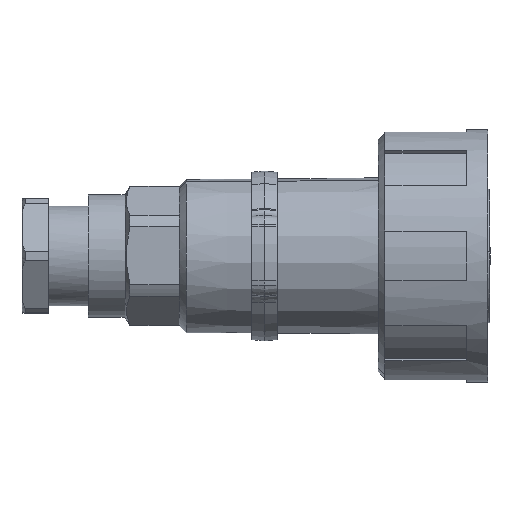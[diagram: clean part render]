
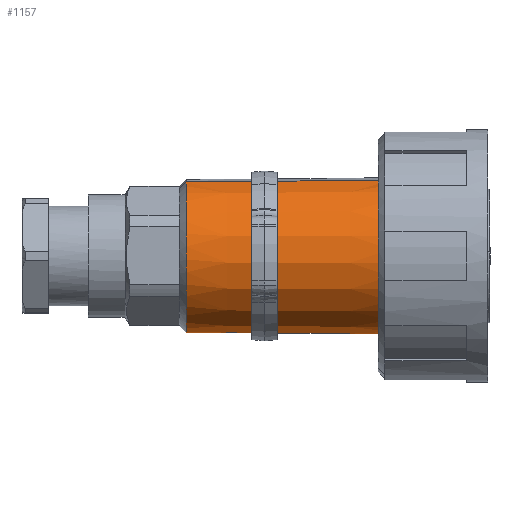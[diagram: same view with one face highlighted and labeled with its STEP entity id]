
A CAD part, top view. The second image highlights one B-rep face of the part: STEP entity #1157.
In plain terms, the highlighted conical face has half-angle 0.495 degrees and reference radius 11.545 mm.
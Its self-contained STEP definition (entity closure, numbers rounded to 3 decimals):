
#1157=ADVANCED_FACE('',(#4013),#4014,.T.);
#4013=FACE_OUTER_BOUND('',#7848,.T.);
#4014=CONICAL_SURFACE('',#7849,11.545,0.009);
#7848=EDGE_LOOP('',(#17291,#17292,#17293,#17294,#17295));
#7849=AXIS2_PLACEMENT_3D('',#17296,#17297,#17298);
#17291=ORIENTED_EDGE('',*,*,#26450,.F.);
#17292=ORIENTED_EDGE('',*,*,#26451,.T.);
#17293=ORIENTED_EDGE('',*,*,#26452,.T.);
#17294=ORIENTED_EDGE('',*,*,#26453,.F.);
#17295=ORIENTED_EDGE('',*,*,#26454,.F.);
#17296=CARTESIAN_POINT('',(-37.912,0.,0.0));
#17297=DIRECTION('',(1.0,0.,0.));
#17298=DIRECTION('',(0.,0.965,0.261));
#26450=EDGE_CURVE('',#31020,#31021,#31022,.T.);
#26451=EDGE_CURVE('',#31020,#31023,#31024,.T.);
#26452=EDGE_CURVE('',#31023,#31025,#31026,.T.);
#26453=EDGE_CURVE('',#31027,#31025,#31028,.T.);
#26454=EDGE_CURVE('',#31021,#31027,#31029,.T.);
#31020=VERTEX_POINT('',#46021);
#31021=VERTEX_POINT('',#46022);
#31022=LINE('',#46023,#46024);
#31023=VERTEX_POINT('',#46025);
#31024=CIRCLE('',#46026,11.523);
#31025=VERTEX_POINT('',#46027);
#31026=CIRCLE('',#46028,11.523);
#31027=VERTEX_POINT('',#46029);
#31028=LINE('',#46030,#46031);
#31029=CIRCLE('',#46032,11.788);
#46021=CARTESIAN_POINT('',(-40.491,11.124,3.006));
#46022=CARTESIAN_POINT('',(-9.78,11.38,3.075));
#46023=CARTESIAN_POINT('',(-37.912,11.145,3.011));
#46024=VECTOR('',#63730,1.0);
#46025=CARTESIAN_POINT('',(-40.491,-11.523,0.));
#46026=AXIS2_PLACEMENT_3D('',#63731,#63732,#63733);
#46027=CARTESIAN_POINT('',(-40.491,-11.124,-3.006));
#46028=AXIS2_PLACEMENT_3D('',#63734,#63735,#63736);
#46029=CARTESIAN_POINT('',(-9.78,-11.38,-3.075));
#46030=CARTESIAN_POINT('',(-37.912,-11.145,-3.011));
#46031=VECTOR('',#63737,1.0);
#46032=AXIS2_PLACEMENT_3D('',#63738,#63739,#63740);
#63730=DIRECTION('',(1.,0.008,0.002));
#63731=CARTESIAN_POINT('',(-40.491,0.0,0.0));
#63732=DIRECTION('',(1.0,0.0,0.0));
#63733=DIRECTION('',(0.0,1.0,0.0));
#63734=CARTESIAN_POINT('',(-40.491,0.0,0.0));
#63735=DIRECTION('',(1.0,0.0,0.0));
#63736=DIRECTION('',(0.0,1.0,0.0));
#63737=DIRECTION('',(-1.,0.008,0.002));
#63738=CARTESIAN_POINT('',(-9.78,0.0,0.0));
#63739=DIRECTION('',(1.0,0.0,0.0));
#63740=DIRECTION('',(0.0,1.0,0.0));
